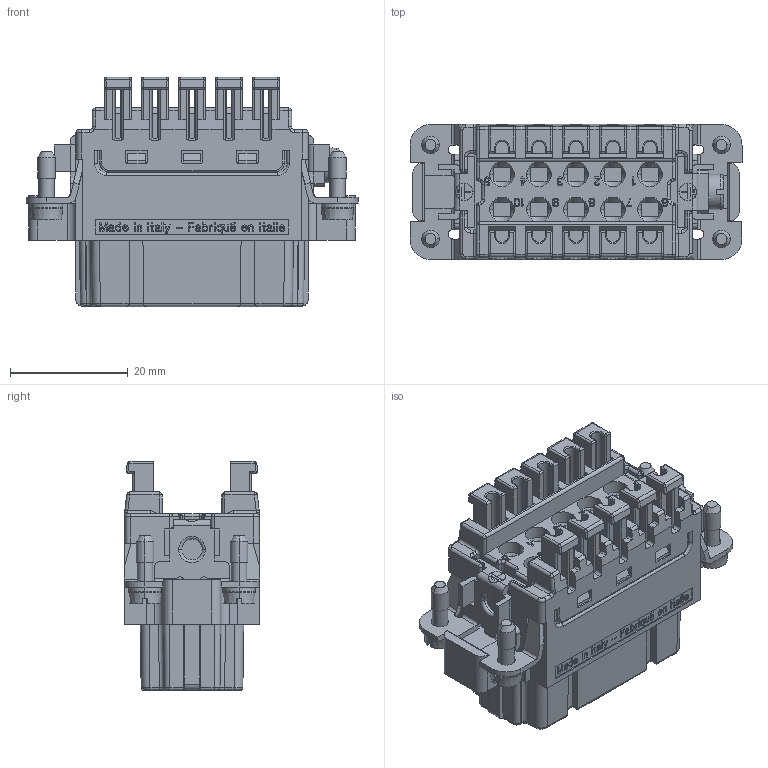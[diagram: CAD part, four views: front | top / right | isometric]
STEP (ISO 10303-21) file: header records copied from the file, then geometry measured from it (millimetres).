
FILE_DESCRIPTION(('Creo Elements/Direct Modeling STEP Export'),'2;1');
FILE_NAME('0lndrr043aoc8332256','2016-06-21T16:49:01',(''),(''),'PTC Creo Elements/Direct Modeling STEP processor for AP214 (Solid Model)','PTC Creo Elements/Direct Modeling 19.0B 21-Mar-2015 (C) Parametric Technology GmbH','');
FILE_SCHEMA(('AUTOMOTIVE_DESIGN { 1 0 10303 214 1 1 1 1 }'));
Products named in the file (2): CSAHF_10
Assembly tree (1 placements, depth 2):
  CSAHF_10
    CSAHF_10
Bounding box: 56.5 x 23 x 39 mm (x, y, z)
Volume: 26547.6 mm3; surface area: 13312.6 mm2
Topology: 1 solids, 1 shells, 2061 faces, 7730 edges, 5766 vertices
Faces by surface type: plane 1072, cylinder 662, torus 146, bspline 72, cone 60, sphere 49
Entity records: 113963 total; most frequent: CARTESIAN_POINT 32223, ORIENTED_EDGE 15358, DIRECTION 11949, EDGE_CURVE 7679, VERTEX_POINT 5766, VECTOR 5685, LINE 5685, AXIS2_PLACEMENT_3D 3132
